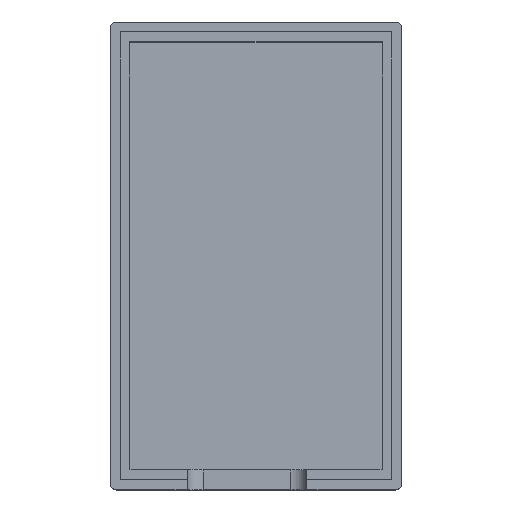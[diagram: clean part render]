
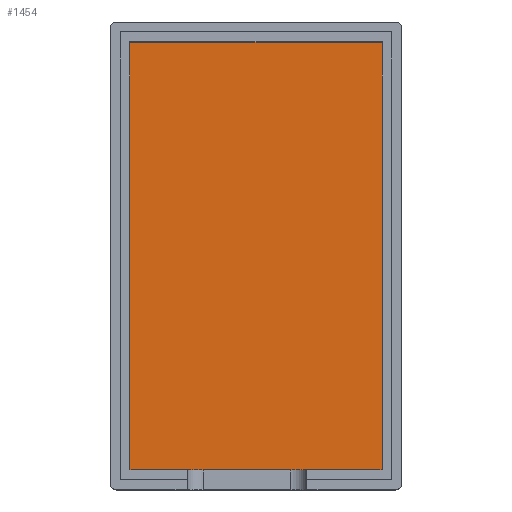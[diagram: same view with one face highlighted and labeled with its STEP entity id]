
A CAD part, top view. The second image highlights one B-rep face of the part: STEP entity #1454.
In plain terms, the highlighted planar face has unit normal (0, 0, 1).
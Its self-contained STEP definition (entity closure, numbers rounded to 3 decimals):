
#70=PLANE('',#1624);
#154=FACE_OUTER_BOUND('',#242,.T.);
#242=EDGE_LOOP('',(#1303,#1304,#1305,#1306));
#377=LINE('',#2486,#513);
#378=LINE('',#2488,#514);
#379=LINE('',#2490,#515);
#380=LINE('',#2491,#516);
#513=VECTOR('',#2063,10.);
#514=VECTOR('',#2064,10.);
#515=VECTOR('',#2065,10.);
#516=VECTOR('',#2066,10.);
#713=VERTEX_POINT('',#2484);
#714=VERTEX_POINT('',#2485);
#715=VERTEX_POINT('',#2487);
#716=VERTEX_POINT('',#2489);
#917=EDGE_CURVE('',#713,#714,#377,.T.);
#918=EDGE_CURVE('',#715,#713,#378,.T.);
#919=EDGE_CURVE('',#716,#715,#379,.T.);
#920=EDGE_CURVE('',#714,#716,#380,.T.);
#1303=ORIENTED_EDGE('',*,*,#917,.F.);
#1304=ORIENTED_EDGE('',*,*,#918,.F.);
#1305=ORIENTED_EDGE('',*,*,#919,.F.);
#1306=ORIENTED_EDGE('',*,*,#920,.F.);
#1454=ADVANCED_FACE('',(#154),#70,.F.);
#1624=AXIS2_PLACEMENT_3D('',#2483,#2061,#2062);
#2061=DIRECTION('center_axis',(0.,0.,-1.));
#2062=DIRECTION('ref_axis',(1.,0.,0.));
#2063=DIRECTION('',(0.,1.,0.));
#2064=DIRECTION('',(-1.,0.,0.));
#2065=DIRECTION('',(0.,-1.,0.));
#2066=DIRECTION('',(1.,0.,0.));
#2483=CARTESIAN_POINT('Origin',(0.,0.,
0.));
#2484=CARTESIAN_POINT('',(-10.1,-17.15,0.));
#2485=CARTESIAN_POINT('',(-10.1,17.15,0.));
#2486=CARTESIAN_POINT('',(-10.1,-17.15,0.));
#2487=CARTESIAN_POINT('',(10.1,-17.15,0.));
#2488=CARTESIAN_POINT('',(10.1,-17.15,0.));
#2489=CARTESIAN_POINT('',(10.1,17.15,0.));
#2490=CARTESIAN_POINT('',(10.1,17.15,0.));
#2491=CARTESIAN_POINT('',(-10.1,17.15,0.));
